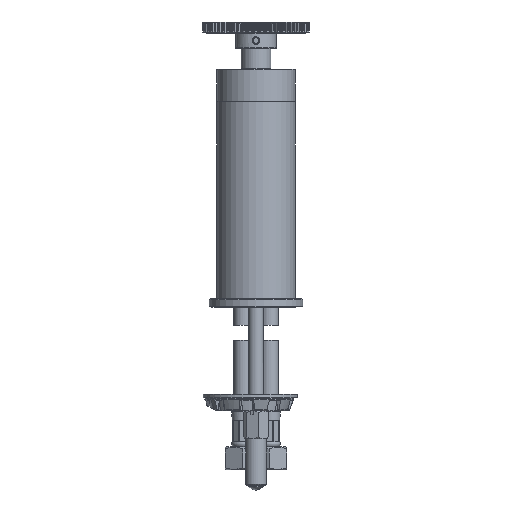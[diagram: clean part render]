
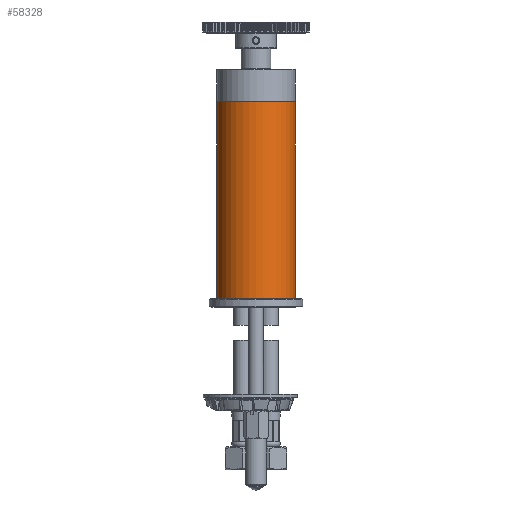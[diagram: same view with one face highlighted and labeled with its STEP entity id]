
A CAD part, left-side view. The second image highlights one B-rep face of the part: STEP entity #58328.
In plain terms, the highlighted cylindrical face has radius 21 mm (diameter 42 mm), a full revolution.
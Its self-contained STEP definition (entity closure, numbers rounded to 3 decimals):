
#2457=B_SPLINE_CURVE_WITH_KNOTS('',3,(#78368,#78369,#78370,#78371,#78372,
#78373,#78374,#78375,#78376,#78377,#78378,#78379,#78380,#78381,#78382),
 .UNSPECIFIED.,.T.,.F.,(1,1,1,1,1,1,1,1,1,1,1,1,1,1,1,1,1,1,1),(-0.009,
-0.007,-0.005,0.,0.002,
0.005,0.009,0.012,0.014,
0.019,0.021,0.024,0.028,
0.031,0.033,0.038,0.04,
0.042,0.047),.UNSPECIFIED.);
#7934=ORIENTED_EDGE('',*,*,#20896,.T.);
#7935=ORIENTED_EDGE('',*,*,#20897,.T.);
#7936=ORIENTED_EDGE('',*,*,#20898,.F.);
#20896=EDGE_CURVE('',#27377,#27377,#31497,.F.);
#20897=EDGE_CURVE('',#27378,#27378,#31498,.T.);
#20898=EDGE_CURVE('',#27379,#27379,#2457,.T.);
#27377=VERTEX_POINT('',#78365);
#27378=VERTEX_POINT('',#78367);
#27379=VERTEX_POINT('',#78383);
#31497=CIRCLE('',#61475,21.);
#31498=CIRCLE('',#61476,21.);
#34282=EDGE_LOOP('',(#7934));
#34283=EDGE_LOOP('',(#7935));
#34284=EDGE_LOOP('',(#7936));
#37785=FACE_BOUND('',#34282,.T.);
#37786=FACE_BOUND('',#34283,.T.);
#37787=FACE_BOUND('',#34284,.T.);
#41298=CYLINDRICAL_SURFACE('',#61474,21.);
#58328=ADVANCED_FACE('',(#37785,#37786,#37787),#41298,.T.);
#61474=AXIS2_PLACEMENT_3D('',#78363,#66511,#66512);
#61475=AXIS2_PLACEMENT_3D('',#78364,#66513,#66514);
#61476=AXIS2_PLACEMENT_3D('',#78366,#66515,#66516);
#66511=DIRECTION('',(0.,0.,-1.));
#66512=DIRECTION('',(-1.,0.,0.));
#66513=DIRECTION('',(0.,0.,-1.));
#66514=DIRECTION('',(-1.,0.,0.));
#66515=DIRECTION('',(0.,0.,-1.));
#66516=DIRECTION('',(-1.,0.,0.));
#78363=CARTESIAN_POINT('',(0.,0.,110.));
#78364=CARTESIAN_POINT('',(0.,0.,0.3));
#78365=CARTESIAN_POINT('',(-21.,0.,0.3));
#78366=CARTESIAN_POINT('',(0.,0.,105.7));
#78367=CARTESIAN_POINT('',(-21.,0.,105.7));
#78368=CARTESIAN_POINT('',(20.34,-5.302,86.477));
#78369=CARTESIAN_POINT('',(20.92,-2.777,84.268));
#78370=CARTESIAN_POINT('',(21.042,0.427,83.857));
#78371=CARTESIAN_POINT('',(20.795,3.528,84.702));
#78372=CARTESIAN_POINT('',(20.211,5.73,87.223));
#78373=CARTESIAN_POINT('',(20.08,6.143,90.42));
#78374=CARTESIAN_POINT('',(20.341,5.299,93.53));
#78375=CARTESIAN_POINT('',(20.919,2.775,95.73));
#78376=CARTESIAN_POINT('',(21.042,-0.419,96.143));
#78377=CARTESIAN_POINT('',(20.796,-3.525,95.302));
#78378=CARTESIAN_POINT('',(20.211,-5.732,92.774));
#78379=CARTESIAN_POINT('',(20.08,-6.142,89.578));
#78380=CARTESIAN_POINT('',(20.34,-5.302,86.477));
#78381=CARTESIAN_POINT('',(20.92,-2.777,84.268));
#78382=CARTESIAN_POINT('',(21.042,0.427,83.857));
#78383=CARTESIAN_POINT('',(20.912,-1.919,84.315));
